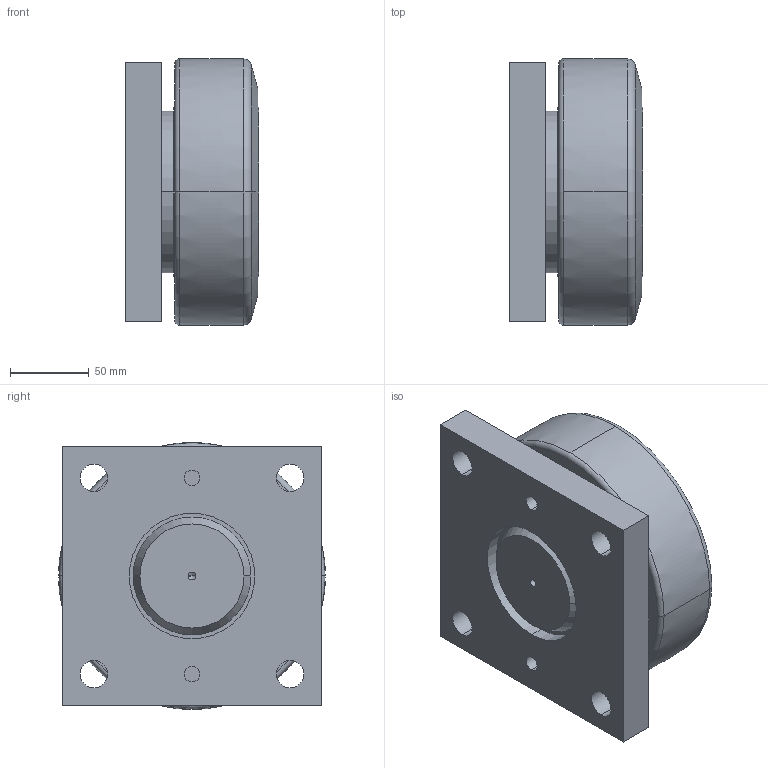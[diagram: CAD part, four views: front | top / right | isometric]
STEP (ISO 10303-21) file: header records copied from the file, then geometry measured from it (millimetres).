
FILE_DESCRIPTION(('STEP AP203'),'1');
FILE_NAME('2_064_ap89-q.stp','2024-06-12T10:14:44',('TraceParts'),('TraceParts S.A.'),'Spatial InterOp 3D',' ',' ');
FILE_SCHEMA(('CONFIG_CONTROL_DESIGN'));
Length unit declared in the file: millimetre
Products named in the file (1): 1
Bounding box: 85 x 169.95 x 169.95 mm (x, y, z)
Volume: 1834536.5 mm3; surface area: 133081.3 mm2
Topology: 1 solids, 1 shells, 57 faces, 130 edges, 83 vertices
Faces by surface type: cylinder 28, plane 15, torus 8, cone 6
Entity records: 1696 total; most frequent: DIRECTION 326, CARTESIAN_POINT 269, ORIENTED_EDGE 256, AXIS2_PLACEMENT_3D 140, EDGE_CURVE 128, VERTEX_POINT 83, CIRCLE 82, EDGE_LOOP 79
